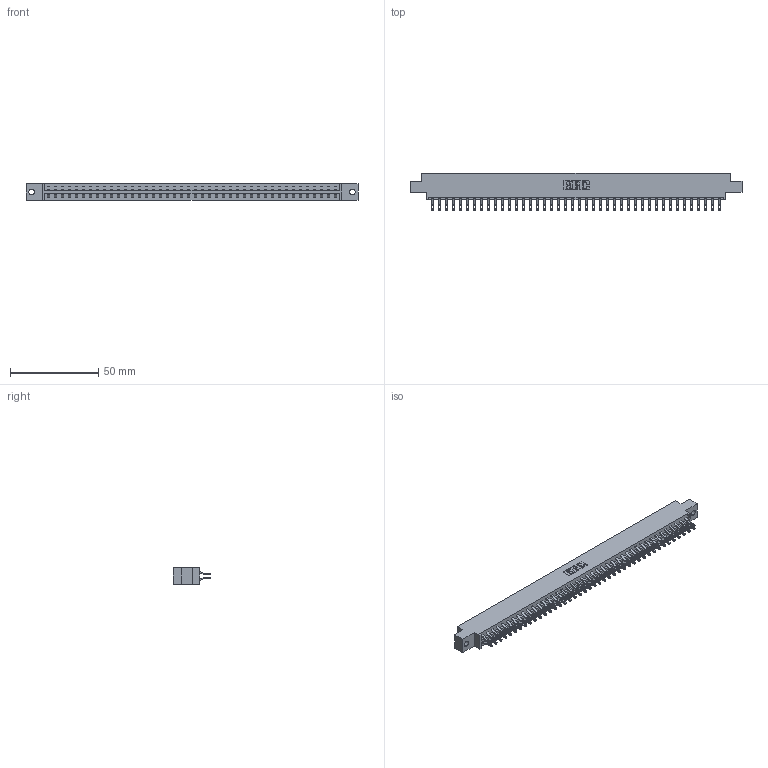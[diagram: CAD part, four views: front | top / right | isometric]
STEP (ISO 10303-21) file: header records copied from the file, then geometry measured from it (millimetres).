
FILE_DESCRIPTION (( 'STEP AP203' ), '1' );
FILE_NAME ('833-084-555-802.STEP', '2020-06-06T01:58:32', ( '' ), ( '' ), 'SwSTEP 2.0', 'SolidWorks 2020', '' );
FILE_SCHEMA (( 'CONFIG_CONTROL_DESIGN' ));
Length unit declared in the file: inch
Products named in the file (3): 833-084-555-802; 833 Part_Offset - .128 Dia; 345-292-001_555 Tail
Assembly tree (85 placements, depth 2):
  833-084-555-802
    833 Part_Offset - .128 Dia
    345-292-001_555 Tail  x84
Bounding box: 187.96 x 21.47 x 9.4 mm (x, y, z)
Volume: 19168.8 mm3; surface area: 23521 mm2
Topology: 85 solids, 85 shells, 4990 faces, 15695 edges, 10462 vertices
Faces by surface type: plane 2930, cylinder 2060
Entity records: 27481 total; most frequent: CARTESIAN_POINT 4592, ORIENTED_EDGE 4498, DIRECTION 3893, EDGE_CURVE 2249, LINE 2101, VECTOR 2101, VERTEX_POINT 1498, AXIS2_PLACEMENT_3D 896
